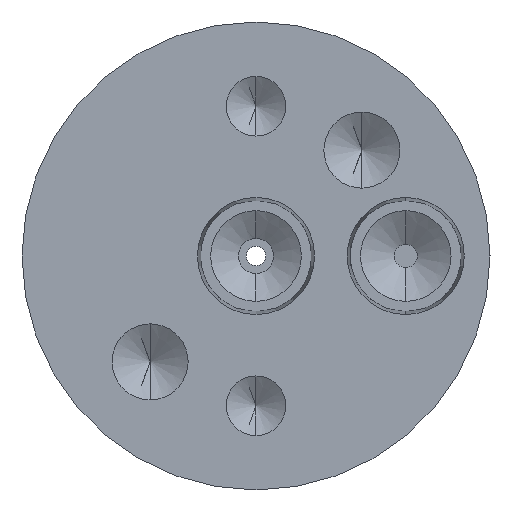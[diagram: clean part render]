
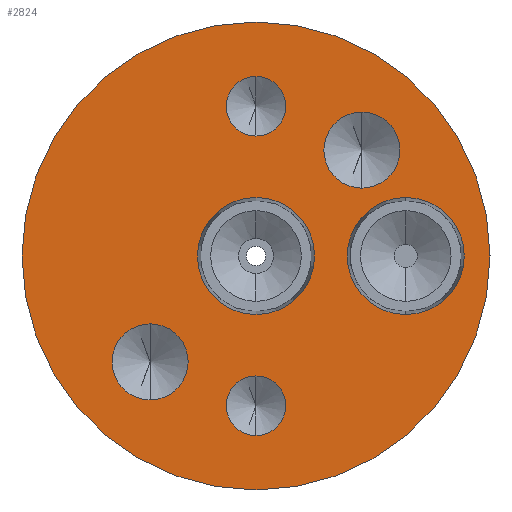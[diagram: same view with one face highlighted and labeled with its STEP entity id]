
A CAD part, front view. The second image highlights one B-rep face of the part: STEP entity #2824.
In plain terms, the highlighted planar face has unit normal (0, -1, 0).
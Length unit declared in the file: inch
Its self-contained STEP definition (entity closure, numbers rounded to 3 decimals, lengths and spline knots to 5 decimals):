
#85 = CARTESIAN_POINT ( 'NONE',  ( -0.28284, -0.5, -0.28284 ) ) ;
#109 = EDGE_CURVE ( 'NONE', #2737, #331, #2855, .T. ) ;
#136 = DIRECTION ( 'NONE',  ( 0., -1., 0. ) ) ;
#149 = CARTESIAN_POINT ( 'NONE',  ( 0., -0.5, 0.4795 ) ) ;
#158 = DIRECTION ( 'NONE',  ( 0., 0., -1. ) ) ;
#195 = CARTESIAN_POINT ( 'NONE',  ( -0.625, -0.5, 0. ) ) ;
#222 = AXIS2_PLACEMENT_3D ( 'NONE', #2053, #1403, #538 ) ;
#233 = CIRCLE ( 'NONE', #3970, 0.15625 ) ;
#252 = CIRCLE ( 'NONE', #2520, 0.10156 ) ;
#254 = CARTESIAN_POINT ( 'NONE',  ( 0.28284, -0.5, 0.18128 ) ) ;
#277 = ORIENTED_EDGE ( 'NONE', *, *, #2174, .F. ) ;
#286 = ORIENTED_EDGE ( 'NONE', *, *, #3149, .F. ) ;
#298 = CARTESIAN_POINT ( 'NONE',  ( 0., -0.5, -0.15625 ) ) ;
#331 = VERTEX_POINT ( 'NONE', #2557 ) ;
#369 = VERTEX_POINT ( 'NONE', #298 ) ;
#434 = DIRECTION ( 'NONE',  ( 0., 0., -1. ) ) ;
#440 = DIRECTION ( 'NONE',  ( 0., 0., -1. ) ) ;
#457 = CARTESIAN_POINT ( 'NONE',  ( 0., -0.5, 0.4 ) ) ;
#466 = DIRECTION ( 'NONE',  ( 0., 0., -1. ) ) ;
#538 = DIRECTION ( 'NONE',  ( 0., 0., -1. ) ) ;
#558 = CIRCLE ( 'NONE', #2964, 0.0795 ) ;
#564 = EDGE_CURVE ( 'NONE', #3896, #1362, #4193, .T. ) ;
#638 = CARTESIAN_POINT ( 'NONE',  ( -0.28284, -0.5, -0.38441 ) ) ;
#669 = DIRECTION ( 'NONE',  ( 0., 0., -1. ) ) ;
#673 = EDGE_LOOP ( 'NONE', ( #3492, #3890 ) ) ;
#678 = AXIS2_PLACEMENT_3D ( 'NONE', #3664, #3051, #717 ) ;
#717 = DIRECTION ( 'NONE',  ( 0., 0., 1. ) ) ;
#751 = CARTESIAN_POINT ( 'NONE',  ( 0.4, -0.5, -0.15625 ) ) ;
#758 = EDGE_LOOP ( 'NONE', ( #1228, #2909 ) ) ;
#788 = CARTESIAN_POINT ( 'NONE',  ( 0.4, -0.5, 0. ) ) ;
#850 = DIRECTION ( 'NONE',  ( 0., -1., 0. ) ) ;
#853 = CARTESIAN_POINT ( 'NONE',  ( -0.28284, -0.5, -0.18128 ) ) ;
#979 = CARTESIAN_POINT ( 'NONE',  ( 0., -0.5, 0.15625 ) ) ;
#1015 = ORIENTED_EDGE ( 'NONE', *, *, #1287, .F. ) ;
#1090 = FACE_BOUND ( 'NONE', #673, .T. ) ;
#1121 = ORIENTED_EDGE ( 'NONE', *, *, #2753, .F. ) ;
#1137 = CARTESIAN_POINT ( 'NONE',  ( 0., -0.5, -0.4795 ) ) ;
#1166 = CARTESIAN_POINT ( 'NONE',  ( 0., -0.5, 0.3205 ) ) ;
#1228 = ORIENTED_EDGE ( 'NONE', *, *, #1676, .F. ) ;
#1287 = EDGE_CURVE ( 'NONE', #1591, #4285, #2307, .T. ) ;
#1288 = VERTEX_POINT ( 'NONE', #1166 ) ;
#1308 = VERTEX_POINT ( 'NONE', #853 ) ;
#1362 = VERTEX_POINT ( 'NONE', #3591 ) ;
#1369 = DIRECTION ( 'NONE',  ( 0., -1., 0. ) ) ;
#1403 = DIRECTION ( 'NONE',  ( 0., -1., 0. ) ) ;
#1419 = CIRCLE ( 'NONE', #3848, 0.15625 ) ;
#1425 = EDGE_CURVE ( 'NONE', #2732, #1288, #558, .T. ) ;
#1452 = VERTEX_POINT ( 'NONE', #979 ) ;
#1488 = AXIS2_PLACEMENT_3D ( 'NONE', #2976, #3638, #3259 ) ;
#1544 = CARTESIAN_POINT ( 'NONE',  ( 0.4, -0.5, 0.15625 ) ) ;
#1563 = DIRECTION ( 'NONE',  ( 0., 0., -1. ) ) ;
#1591 = VERTEX_POINT ( 'NONE', #254 ) ;
#1643 = CARTESIAN_POINT ( 'NONE',  ( 0., -0.5, 0. ) ) ;
#1676 = EDGE_CURVE ( 'NONE', #1288, #2732, #3024, .T. ) ;
#1706 = DIRECTION ( 'NONE',  ( 0., -1., 0. ) ) ;
#1779 = DIRECTION ( 'NONE',  ( 0., -1., 0. ) ) ;
#1789 = CARTESIAN_POINT ( 'NONE',  ( 0.28284, -0.5, 0.28284 ) ) ;
#1940 = DIRECTION ( 'NONE',  ( 0., -1., 0. ) ) ;
#1988 = CARTESIAN_POINT ( 'NONE',  ( 0., -0.5, -0.4 ) ) ;
#2053 = CARTESIAN_POINT ( 'NONE',  ( 0., -0.5, -0.4 ) ) ;
#2058 = EDGE_CURVE ( 'NONE', #369, #1452, #1419, .T. ) ;
#2082 = CIRCLE ( 'NONE', #3114, 0.15625 ) ;
#2086 = FACE_BOUND ( 'NONE', #2563, .T. ) ;
#2158 = ORIENTED_EDGE ( 'NONE', *, *, #2645, .F. ) ;
#2174 = EDGE_CURVE ( 'NONE', #3386, #2532, #233, .T. ) ;
#2282 = CARTESIAN_POINT ( 'NONE',  ( 0.28284, -0.5, 0.38441 ) ) ;
#2307 = CIRCLE ( 'NONE', #2843, 0.10156 ) ;
#2342 = DIRECTION ( 'NONE',  ( 0., 0., -1. ) ) ;
#2466 = CARTESIAN_POINT ( 'NONE',  ( 0.28284, -0.5, 0.28284 ) ) ;
#2486 = AXIS2_PLACEMENT_3D ( 'NONE', #2970, #2955, #1563 ) ;
#2520 = AXIS2_PLACEMENT_3D ( 'NONE', #85, #1779, #434 ) ;
#2532 = VERTEX_POINT ( 'NONE', #1544 ) ;
#2557 = CARTESIAN_POINT ( 'NONE',  ( 0., -0.5, -0.3205 ) ) ;
#2563 = EDGE_LOOP ( 'NONE', ( #277, #3481 ) ) ;
#2645 = EDGE_CURVE ( 'NONE', #1362, #3896, #4278, .T. ) ;
#2676 = CARTESIAN_POINT ( 'NONE',  ( 0., -0.5, 0. ) ) ;
#2717 = CARTESIAN_POINT ( 'NONE',  ( -0.28284, -0.5, -0.28284 ) ) ;
#2732 = VERTEX_POINT ( 'NONE', #149 ) ;
#2736 = DIRECTION ( 'NONE',  ( 0., 0., -1. ) ) ;
#2737 = VERTEX_POINT ( 'NONE', #1137 ) ;
#2753 = EDGE_CURVE ( 'NONE', #3712, #1308, #252, .T. ) ;
#2754 = PLANE ( 'NONE',  #4049 ) ;
#2763 = CIRCLE ( 'NONE', #3456, 0.15625 ) ;
#2797 = FACE_BOUND ( 'NONE', #3652, .T. ) ;
#2810 = DIRECTION ( 'NONE',  ( 0., -1., 0. ) ) ;
#2824 = ADVANCED_FACE ( 'NONE', ( #2797, #3727, #3033, #4067, #1090, #2086, #3080 ), #2754, .T. ) ;
#2837 = EDGE_LOOP ( 'NONE', ( #1121, #286 ) ) ;
#2843 = AXIS2_PLACEMENT_3D ( 'NONE', #1789, #136, #466 ) ;
#2847 = ORIENTED_EDGE ( 'NONE', *, *, #3388, .F. ) ;
#2855 = CIRCLE ( 'NONE', #4189, 0.0795 ) ;
#2900 = DIRECTION ( 'NONE',  ( 0., -1., 0. ) ) ;
#2909 = ORIENTED_EDGE ( 'NONE', *, *, #1425, .F. ) ;
#2914 = ORIENTED_EDGE ( 'NONE', *, *, #3200, .F. ) ;
#2955 = DIRECTION ( 'NONE',  ( 0., -1., 0. ) ) ;
#2964 = AXIS2_PLACEMENT_3D ( 'NONE', #457, #4024, #669 ) ;
#2970 = CARTESIAN_POINT ( 'NONE',  ( 0., -0.5, 0.4 ) ) ;
#2976 = CARTESIAN_POINT ( 'NONE',  ( 0., -0.5, 0. ) ) ;
#2979 = CIRCLE ( 'NONE', #4249, 0.10156 ) ;
#2997 = DIRECTION ( 'NONE',  ( 0., -1., 0. ) ) ;
#3000 = EDGE_LOOP ( 'NONE', ( #2158, #3064 ) ) ;
#3021 = DIRECTION ( 'NONE',  ( 0., 0., -1. ) ) ;
#3024 = CIRCLE ( 'NONE', #2486, 0.0795 ) ;
#3033 = FACE_BOUND ( 'NONE', #758, .T. ) ;
#3051 = DIRECTION ( 'NONE',  ( 0., 1., 0. ) ) ;
#3063 = DIRECTION ( 'NONE',  ( 0., -1., 0. ) ) ;
#3064 = ORIENTED_EDGE ( 'NONE', *, *, #564, .F. ) ;
#3080 = FACE_OUTER_BOUND ( 'NONE', #3000, .T. ) ;
#3114 = AXIS2_PLACEMENT_3D ( 'NONE', #788, #3063, #440 ) ;
#3149 = EDGE_CURVE ( 'NONE', #1308, #3712, #2979, .T. ) ;
#3200 = EDGE_CURVE ( 'NONE', #4285, #1591, #3463, .T. ) ;
#3216 = EDGE_CURVE ( 'NONE', #2532, #3386, #2082, .T. ) ;
#3248 = DIRECTION ( 'NONE',  ( 0., 0., -1. ) ) ;
#3259 = DIRECTION ( 'NONE',  ( 0., 0., 1. ) ) ;
#3359 = DIRECTION ( 'NONE',  ( 0., 0., -1. ) ) ;
#3386 = VERTEX_POINT ( 'NONE', #751 ) ;
#3388 = EDGE_CURVE ( 'NONE', #331, #2737, #3959, .T. ) ;
#3456 = AXIS2_PLACEMENT_3D ( 'NONE', #2676, #2997, #3359 ) ;
#3459 = CARTESIAN_POINT ( 'NONE',  ( 0.4, -0.5, 0. ) ) ;
#3463 = CIRCLE ( 'NONE', #3670, 0.10156 ) ;
#3481 = ORIENTED_EDGE ( 'NONE', *, *, #3216, .F. ) ;
#3492 = ORIENTED_EDGE ( 'NONE', *, *, #2058, .F. ) ;
#3510 = ORIENTED_EDGE ( 'NONE', *, *, #109, .F. ) ;
#3591 = CARTESIAN_POINT ( 'NONE',  ( 0., -0.5, 0.625 ) ) ;
#3638 = DIRECTION ( 'NONE',  ( 0., 1., 0. ) ) ;
#3652 = EDGE_LOOP ( 'NONE', ( #1015, #2914 ) ) ;
#3664 = CARTESIAN_POINT ( 'NONE',  ( 0., -0.5, 0. ) ) ;
#3670 = AXIS2_PLACEMENT_3D ( 'NONE', #2466, #850, #2736 ) ;
#3712 = VERTEX_POINT ( 'NONE', #638 ) ;
#3727 = FACE_BOUND ( 'NONE', #2837, .T. ) ;
#3848 = AXIS2_PLACEMENT_3D ( 'NONE', #1643, #1706, #3021 ) ;
#3868 = EDGE_CURVE ( 'NONE', #1452, #369, #2763, .T. ) ;
#3890 = ORIENTED_EDGE ( 'NONE', *, *, #3868, .F. ) ;
#3896 = VERTEX_POINT ( 'NONE', #3966 ) ;
#3959 = CIRCLE ( 'NONE', #222, 0.0795 ) ;
#3966 = CARTESIAN_POINT ( 'NONE',  ( 0., -0.5, -0.625 ) ) ;
#3970 = AXIS2_PLACEMENT_3D ( 'NONE', #3459, #2810, #158 ) ;
#4024 = DIRECTION ( 'NONE',  ( 0., -1., 0. ) ) ;
#4049 = AXIS2_PLACEMENT_3D ( 'NONE', #195, #2900, #3248 ) ;
#4050 = DIRECTION ( 'NONE',  ( 0., 0., -1. ) ) ;
#4067 = FACE_BOUND ( 'NONE', #4162, .T. ) ;
#4162 = EDGE_LOOP ( 'NONE', ( #3510, #2847 ) ) ;
#4189 = AXIS2_PLACEMENT_3D ( 'NONE', #1988, #1940, #2342 ) ;
#4193 = CIRCLE ( 'NONE', #678, 0.625 ) ;
#4249 = AXIS2_PLACEMENT_3D ( 'NONE', #2717, #1369, #4050 ) ;
#4278 = CIRCLE ( 'NONE', #1488, 0.625 ) ;
#4285 = VERTEX_POINT ( 'NONE', #2282 ) ;
